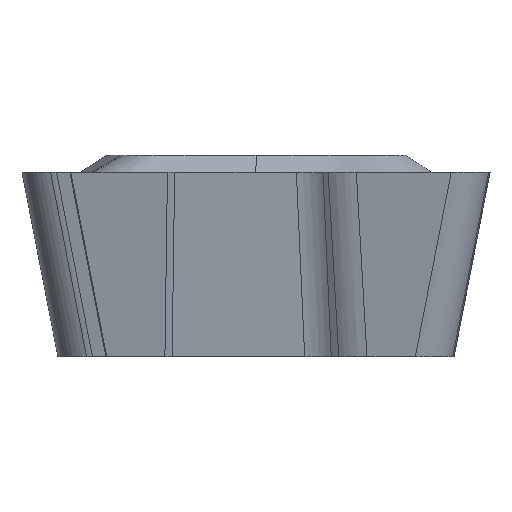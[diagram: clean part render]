
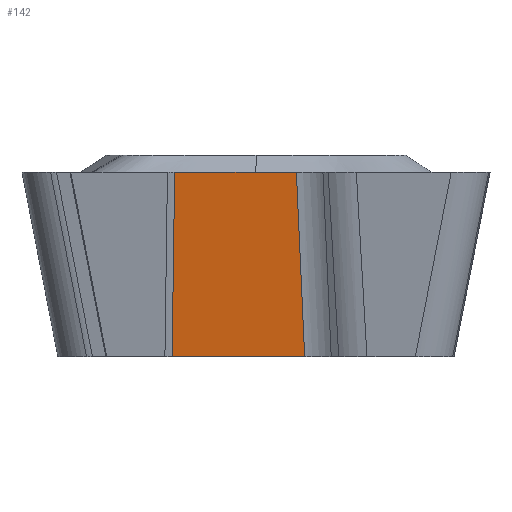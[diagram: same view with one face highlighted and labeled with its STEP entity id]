
A CAD part, front view. The second image highlights one B-rep face of the part: STEP entity #142.
In plain terms, the highlighted planar face has unit normal (0.137, -0.972, -0.191).
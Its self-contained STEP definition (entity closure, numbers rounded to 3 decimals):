
#87=FACE_OUTER_BOUND('',#236,.T.);
#142=ADVANCED_FACE('',(#87),#195,.T.);
#195=PLANE('',#1491);
#236=EDGE_LOOP('',(#417,#418,#419,#420));
#417=ORIENTED_EDGE('',*,*,#713,.F.);
#418=ORIENTED_EDGE('',*,*,#821,.T.);
#419=ORIENTED_EDGE('',*,*,#807,.F.);
#420=ORIENTED_EDGE('',*,*,#822,.T.);
#607=VERTEX_POINT('',#2075);
#608=VERTEX_POINT('',#2077);
#686=VERTEX_POINT('',#2447);
#687=VERTEX_POINT('',#2449);
#713=EDGE_CURVE('',#607,#608,#1216,.T.);
#807=EDGE_CURVE('',#686,#687,#1266,.T.);
#821=EDGE_CURVE('',#607,#687,#1272,.T.);
#822=EDGE_CURVE('',#686,#608,#1273,.T.);
#1216=LINE('',#2076,#1320);
#1266=LINE('',#2448,#1370);
#1272=LINE('',#2473,#1376);
#1273=LINE('',#2474,#1377);
#1320=VECTOR('',#1608,1.);
#1370=VECTOR('',#1760,1.);
#1376=VECTOR('',#1784,1.);
#1377=VECTOR('',#1785,1.);
#1491=AXIS2_PLACEMENT_3D('',#2475,#1786,#1787);
#1608=DIRECTION('',(0.99,0.139,0.));
#1760=DIRECTION('',(-0.99,-0.139,0.));
#1784=DIRECTION('',(-0.013,0.191,-0.982));
#1785=DIRECTION('',(-0.044,-0.198,0.979));
#1786=DIRECTION('',(0.137,-0.972,-0.191));
#1787=DIRECTION('',(0.,0.193,-0.981));
#2075=CARTESIAN_POINT('',(-1.234,-3.542,-0.26));
#2076=CARTESIAN_POINT('',(-1.289,-3.55,-0.26));
#2077=CARTESIAN_POINT('',(0.612,-3.283,-0.26));
#2447=CARTESIAN_POINT('',(0.738,-2.715,-3.06));
#2448=CARTESIAN_POINT('',(-1.365,-3.011,-3.06));
#2449=CARTESIAN_POINT('',(-1.273,-2.998,-3.06));
#2473=CARTESIAN_POINT('',(-1.234,-3.542,-0.259));
#2474=CARTESIAN_POINT('',(0.613,-3.28,-0.275));
#2475=CARTESIAN_POINT('',(-1.289,-3.55,-0.26));
